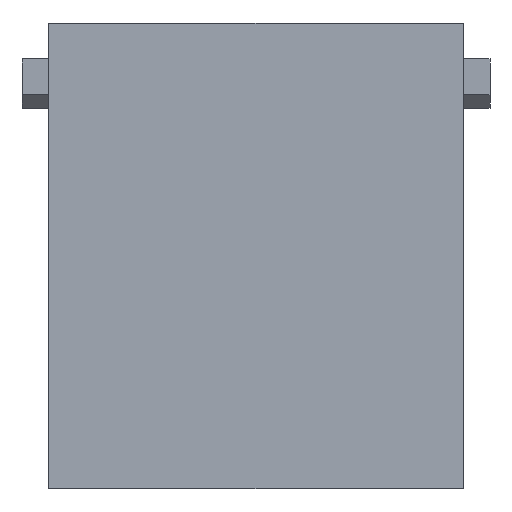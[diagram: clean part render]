
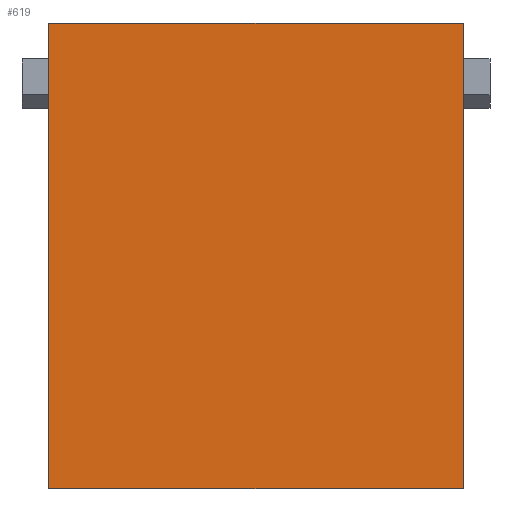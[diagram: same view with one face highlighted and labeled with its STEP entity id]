
A CAD part, left-side view. The second image highlights one B-rep face of the part: STEP entity #619.
In plain terms, the highlighted planar face has unit normal (-1, 0, 0).
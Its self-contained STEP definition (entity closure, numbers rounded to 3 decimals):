
#74 = ORIENTED_EDGE ( 'NONE', *, *, #2404, .T. ) ;
#199 = LINE ( 'NONE', #3452, #262 ) ;
#262 = VECTOR ( 'NONE', #431, 1000. ) ;
#345 = CARTESIAN_POINT ( 'NONE',  ( -7.325, -15.15, 34. ) ) ;
#431 = DIRECTION ( 'NONE',  ( 0., 0., -1. ) ) ;
#465 = VERTEX_POINT ( 'NONE', #2604 ) ;
#619 = ADVANCED_FACE ( 'NONE', ( #3882 ), #3159, .F. ) ;
#671 = VECTOR ( 'NONE', #2427, 1000. ) ;
#691 = CARTESIAN_POINT ( 'NONE',  ( -7.325, -15.15, 34. ) ) ;
#699 = VERTEX_POINT ( 'NONE', #1633 ) ;
#859 = EDGE_LOOP ( 'NONE', ( #74, #2706, #2073, #3411 ) ) ;
#961 = DIRECTION ( 'NONE',  ( 1., 0., 0. ) ) ;
#986 = CARTESIAN_POINT ( 'NONE',  ( -7.325, 15.15, 34. ) ) ;
#1015 = CARTESIAN_POINT ( 'NONE',  ( -7.325, -15.15, 34. ) ) ;
#1452 = DIRECTION ( 'NONE',  ( 0., -1., 0. ) ) ;
#1587 = CARTESIAN_POINT ( 'NONE',  ( -7.325, -15.15, 0. ) ) ;
#1616 = LINE ( 'NONE', #1587, #2895 ) ;
#1633 = CARTESIAN_POINT ( 'NONE',  ( -7.325, 15.15, 0. ) ) ;
#1814 = VERTEX_POINT ( 'NONE', #691 ) ;
#1902 = EDGE_CURVE ( 'NONE', #2154, #699, #199, .T. ) ;
#1984 = LINE ( 'NONE', #3734, #671 ) ;
#2073 = ORIENTED_EDGE ( 'NONE', *, *, #3371, .F. ) ;
#2154 = VERTEX_POINT ( 'NONE', #986 ) ;
#2161 = VECTOR ( 'NONE', #1452, 1000. ) ;
#2199 = LINE ( 'NONE', #345, #2161 ) ;
#2404 = EDGE_CURVE ( 'NONE', #699, #465, #1616, .T. ) ;
#2427 = DIRECTION ( 'NONE',  ( 0., 0., -1. ) ) ;
#2604 = CARTESIAN_POINT ( 'NONE',  ( -7.325, -15.15, 0. ) ) ;
#2706 = ORIENTED_EDGE ( 'NONE', *, *, #3146, .F. ) ;
#2761 = AXIS2_PLACEMENT_3D ( 'NONE', #1015, #961, #2862 ) ;
#2848 = DIRECTION ( 'NONE',  ( 0., -1., 0. ) ) ;
#2862 = DIRECTION ( 'NONE',  ( 0., 1., 0. ) ) ;
#2895 = VECTOR ( 'NONE', #2848, 1000. ) ;
#3146 = EDGE_CURVE ( 'NONE', #1814, #465, #1984, .T. ) ;
#3159 = PLANE ( 'NONE',  #2761 ) ;
#3371 = EDGE_CURVE ( 'NONE', #2154, #1814, #2199, .T. ) ;
#3411 = ORIENTED_EDGE ( 'NONE', *, *, #1902, .T. ) ;
#3452 = CARTESIAN_POINT ( 'NONE',  ( -7.325, 15.15, 34. ) ) ;
#3734 = CARTESIAN_POINT ( 'NONE',  ( -7.325, -15.15, 34. ) ) ;
#3882 = FACE_OUTER_BOUND ( 'NONE', #859, .T. ) ;
